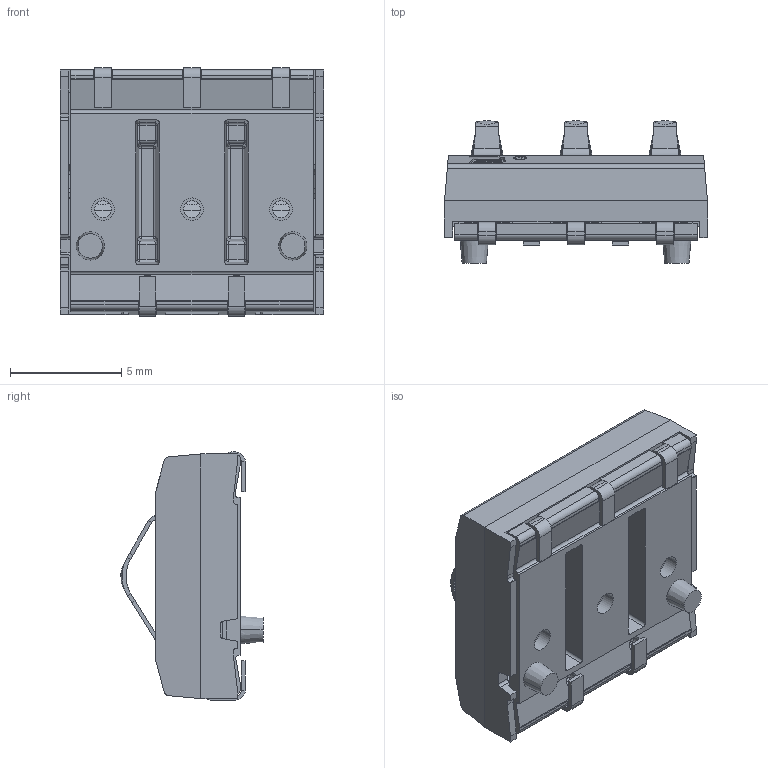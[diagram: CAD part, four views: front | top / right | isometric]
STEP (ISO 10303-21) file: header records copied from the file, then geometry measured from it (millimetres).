
FILE_DESCRIPTION((''),'2;1');
FILE_NAME('33756-73705','2021-04-30T10:53:27',('RICKB'),('Bourns, Inc.'),'CREO PARAMETRIC BY PTC INC, 2018050','CREO PARAMETRIC BY PTC INC, 2018050','');
FILE_SCHEMA(('AUTOMOTIVE_DESIGN { 1 0 10303 214 1 1 1 1 }'));
Length unit declared in the file: inch
Products named in the file (1): 33756-73705
Bounding box: 11.82 x 6.39 x 11.15 mm (x, y, z)
Volume: 237.7 mm3; surface area: 1048.9 mm2
Topology: 1 solids, 1 shells, 943 faces, 2546 edges, 1571 vertices
Faces by surface type: plane 624, cylinder 233, bspline 66, sphere 16, cone 4
Entity records: 40873 total; most frequent: CARTESIAN_POINT 9842, ORIENTED_EDGE 5068, DIRECTION 4489, PRESENTATION_STYLE_ASSIGNMENT 2547, STYLED_ITEM 2535, CURVE_STYLE 2534, EDGE_CURVE 2534, VECTOR 1855
